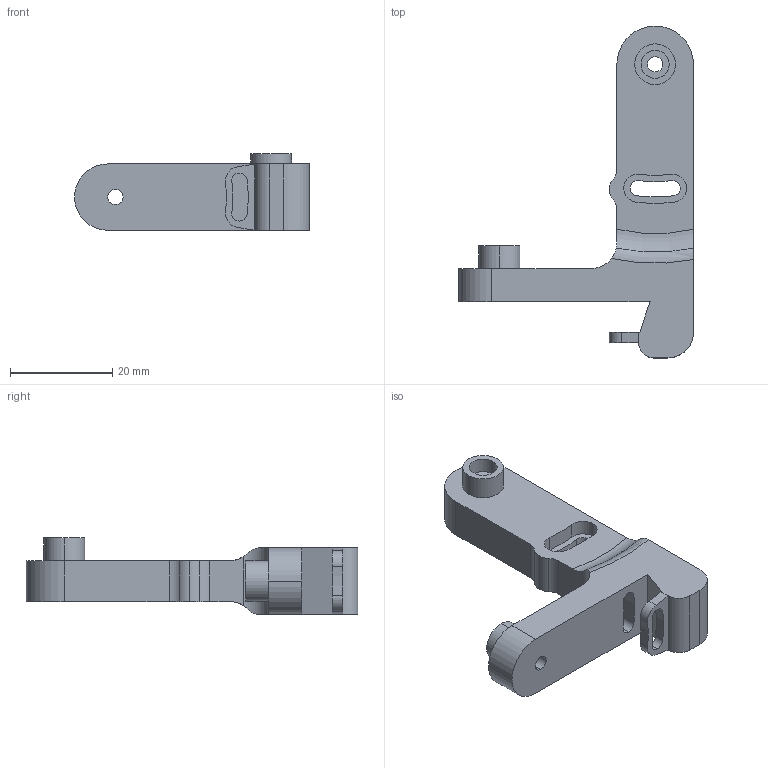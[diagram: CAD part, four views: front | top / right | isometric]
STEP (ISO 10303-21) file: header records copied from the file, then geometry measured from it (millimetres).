
FILE_DESCRIPTION (( 'STEP AP203' ), '1' );
FILE_NAME ('leg_top_2.STEP', '2025-04-09T15:27:39', ( '' ), ( '' ), 'SwSTEP 2.0', 'SolidWorks 2023', '' );
FILE_SCHEMA (( 'CONFIG_CONTROL_DESIGN' ));
Length unit declared in the file: millimetre
Products named in the file (1): leg_top_2
Bounding box: 46 x 65 x 15 mm (x, y, z)
Volume: 10842 mm3; surface area: 5322 mm2
Topology: 1 solids, 1 shells, 70 faces, 184 edges, 122 vertices
Faces by surface type: cylinder 45, plane 21, torus 4
Entity records: 2361 total; most frequent: CARTESIAN_POINT 457, DIRECTION 412, ORIENTED_EDGE 368, EDGE_CURVE 184, AXIS2_PLACEMENT_3D 167, VERTEX_POINT 122, CIRCLE 96, EDGE_LOOP 84
